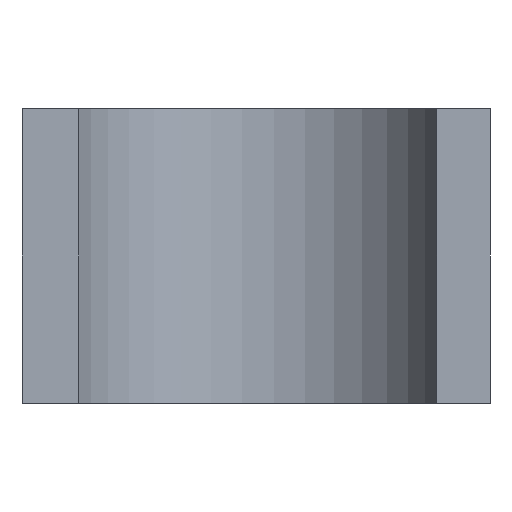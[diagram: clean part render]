
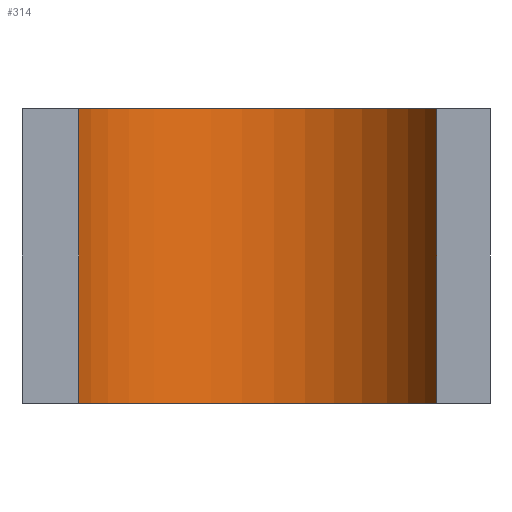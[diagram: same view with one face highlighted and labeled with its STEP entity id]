
A CAD part, front view. The second image highlights one B-rep face of the part: STEP entity #314.
In plain terms, the highlighted cylindrical face has radius 20.32 mm (diameter 40.64 mm), a partial arc.
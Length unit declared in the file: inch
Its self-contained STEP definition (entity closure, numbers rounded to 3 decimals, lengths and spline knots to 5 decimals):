
#43=FACE_OUTER_BOUND('',#60,.T.);
#60=EDGE_LOOP('',(#228,#229,#230,#231));
#92=CIRCLE('',#334,0.8);
#93=CIRCLE('',#335,0.8);
#102=LINE('',#448,#130);
#103=LINE('',#452,#131);
#130=VECTOR('',#364,1.25);
#131=VECTOR('',#367,1.25);
#158=VERTEX_POINT('',#446);
#159=VERTEX_POINT('',#447);
#160=VERTEX_POINT('',#449);
#161=VERTEX_POINT('',#451);
#188=EDGE_CURVE('',#158,#159,#102,.T.);
#189=EDGE_CURVE('',#160,#158,#92,.T.);
#190=EDGE_CURVE('',#161,#160,#103,.T.);
#191=EDGE_CURVE('',#159,#161,#93,.T.);
#228=ORIENTED_EDGE('',*,*,#188,.F.);
#229=ORIENTED_EDGE('',*,*,#189,.F.);
#230=ORIENTED_EDGE('',*,*,#190,.F.);
#231=ORIENTED_EDGE('',*,*,#191,.F.);
#308=CYLINDRICAL_SURFACE('',#333,0.8);
#314=ADVANCED_FACE('',(#43),#308,.F.);
#333=AXIS2_PLACEMENT_3D('',#445,#362,#363);
#334=AXIS2_PLACEMENT_3D('',#450,#365,#366);
#335=AXIS2_PLACEMENT_3D('',#453,#368,#369);
#362=DIRECTION('center_axis',(0.,0.,-1.));
#363=DIRECTION('ref_axis',(-1.,0.,0.));
#364=DIRECTION('',(0.,0.,-1.));
#365=DIRECTION('center_axis',(0.,0.,-1.));
#366=DIRECTION('ref_axis',(-1.,0.,0.));
#367=DIRECTION('',(0.,0.,1.));
#368=DIRECTION('center_axis',(0.,0.,1.));
#369=DIRECTION('ref_axis',(-1.,0.,0.));
#445=CARTESIAN_POINT('Origin',(-1.,-4.25,1.25));
#446=CARTESIAN_POINT('',(-0.24007,-4.,1.25));
#447=CARTESIAN_POINT('',(-0.24007,-4.,0.));
#448=CARTESIAN_POINT('',(-0.24007,-4.,1.25));
#449=CARTESIAN_POINT('',(-1.75993,-4.,1.25));
#450=CARTESIAN_POINT('Origin',(-1.,-4.25,1.25));
#451=CARTESIAN_POINT('',(-1.75993,-4.,0.));
#452=CARTESIAN_POINT('',(-1.75993,-4.,1.25));
#453=CARTESIAN_POINT('Origin',(-1.,-4.25,0.));
